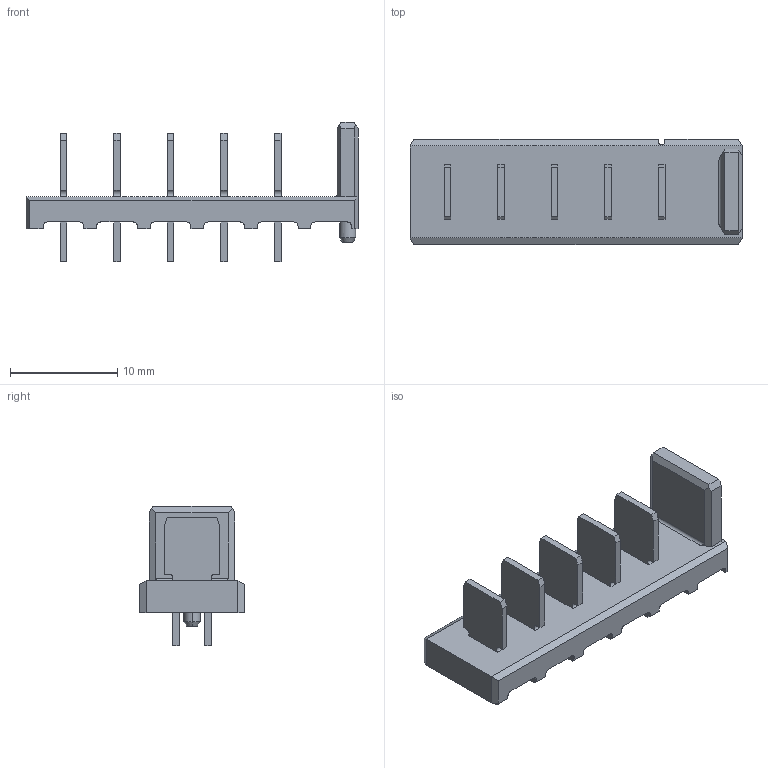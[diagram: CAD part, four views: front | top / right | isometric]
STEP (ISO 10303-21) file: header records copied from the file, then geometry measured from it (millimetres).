
FILE_DESCRIPTION((''),'2;1');
FILE_NAME('C-5787430-1','2019-02-27T01:24:37',('workeradm'),('TE Connectivity Ltd.'),'CREO PARAMETRIC BY PTC INC, 2018190','CREO PARAMETRIC BY PTC INC, 2018190','');
FILE_SCHEMA(('AUTOMOTIVE_DESIGN { 1 0 10303 214 1 1 1 1 }'));
Length unit declared in the file: millimetre
Products named in the file (1): C-5787430-1
Bounding box: 31 x 9.8 x 13 mm (x, y, z)
Volume: 976.7 mm3; surface area: 1425.1 mm2
Topology: 1 solids, 1 shells, 177 faces, 474 edges, 314 vertices
Faces by surface type: plane 148, cylinder 27, cone 2
Entity records: 5525 total; most frequent: CARTESIAN_POINT 1005, ORIENTED_EDGE 948, DIRECTION 876, EDGE_CURVE 474, VECTOR 416, LINE 416, VERTEX_POINT 314, AXIS2_PLACEMENT_3D 230
